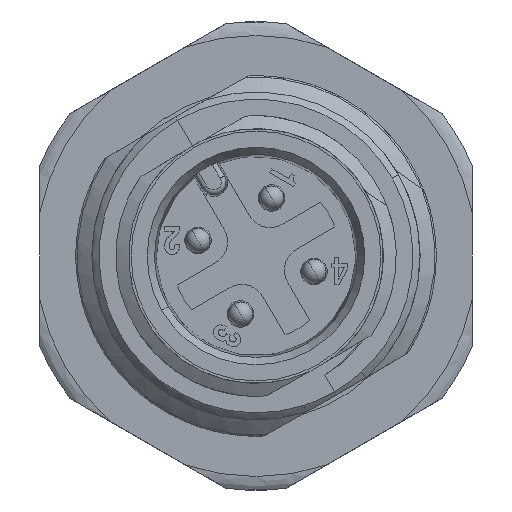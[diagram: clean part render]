
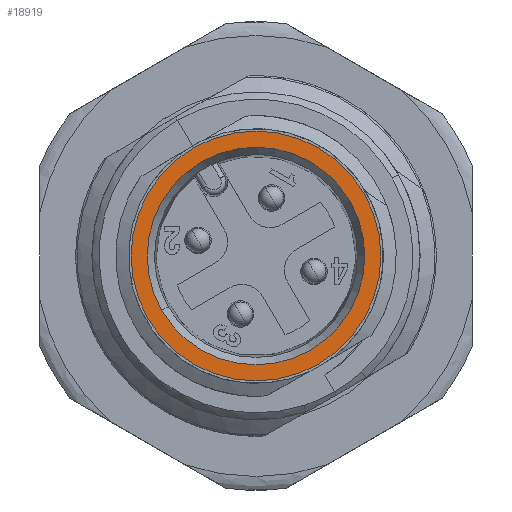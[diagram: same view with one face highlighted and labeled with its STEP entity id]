
A CAD part, front view. The second image highlights one B-rep face of the part: STEP entity #18919.
In plain terms, the highlighted planar face has unit normal (0, -1, 0).
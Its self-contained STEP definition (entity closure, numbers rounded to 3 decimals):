
#6139=CARTESIAN_POINT('',(0.,-21.,0.));
#6140=DIRECTION('',(0.,-1.,0.));
#6141=DIRECTION('',(0.5,0.,-0.866));
#6142=AXIS2_PLACEMENT_3D('',#6139,#6140,#6141);
#6148=CARTESIAN_POINT('',(0.,-21.,0.));
#6149=DIRECTION('',(0.,1.,0.));
#6150=DIRECTION('',(0.5,0.,-0.866));
#6151=AXIS2_PLACEMENT_3D('',#6148,#6149,#6150);
#6157=CARTESIAN_POINT('',(0.,-21.,0.));
#6158=DIRECTION('',(0.,1.,0.));
#6159=DIRECTION('',(0.866,0.,0.5));
#6160=AXIS2_PLACEMENT_3D('',#6157,#6158,#6159);
#6162=CARTESIAN_POINT('',(0.,-21.,0.));
#6163=DIRECTION('',(0.,1.,0.));
#6164=DIRECTION('',(-0.866,0.,-0.5));
#6165=AXIS2_PLACEMENT_3D('',#6162,#6163,#6164);
#9174=CARTESIAN_POINT('',(2.6,-21.,-4.503));
#9175=CARTESIAN_POINT('',(-2.6,-21.,4.503));
#9176=VERTEX_POINT('',#9174);
#9177=VERTEX_POINT('',#9175);
#9464=CARTESIAN_POINT('',(3.921,-21.,2.264));
#9465=CARTESIAN_POINT('',(-3.921,-21.,-2.264));
#9466=VERTEX_POINT('',#9464);
#9467=VERTEX_POINT('',#9465);
#18904=CARTESIAN_POINT('',(0.,-21.,0.));
#18905=DIRECTION('',(0.,-1.,0.));
#18906=DIRECTION('',(-0.5,0.,0.866));
#18907=AXIS2_PLACEMENT_3D('',#18904,#18905,#18906);
#18908=PLANE('',#18907);
#18909=ORIENTED_EDGE('',*,*,#18898,.T.);
#18910=ORIENTED_EDGE('',*,*,#18884,.F.);
#18911=EDGE_LOOP('',(#18909,#18910));
#18912=FACE_OUTER_BOUND('',#18911,.F.);
#18914=ORIENTED_EDGE('',*,*,#18913,.F.);
#18916=ORIENTED_EDGE('',*,*,#18915,.F.);
#18917=EDGE_LOOP('',(#18914,#18916));
#18918=FACE_BOUND('',#18917,.F.);
#6143=CIRCLE('',#6142,5.2);
#6152=CIRCLE('',#6151,5.2);
#6161=CIRCLE('',#6160,4.528);
#6166=CIRCLE('',#6165,4.528);
#18884=EDGE_CURVE('',#9176,#9177,#6143,.T.);
#18898=EDGE_CURVE('',#9176,#9177,#6152,.T.);
#18913=EDGE_CURVE('',#9466,#9467,#6161,.T.);
#18915=EDGE_CURVE('',#9467,#9466,#6166,.T.);
#18919=ADVANCED_FACE('',(#18912,#18918),#18908,.T.);
